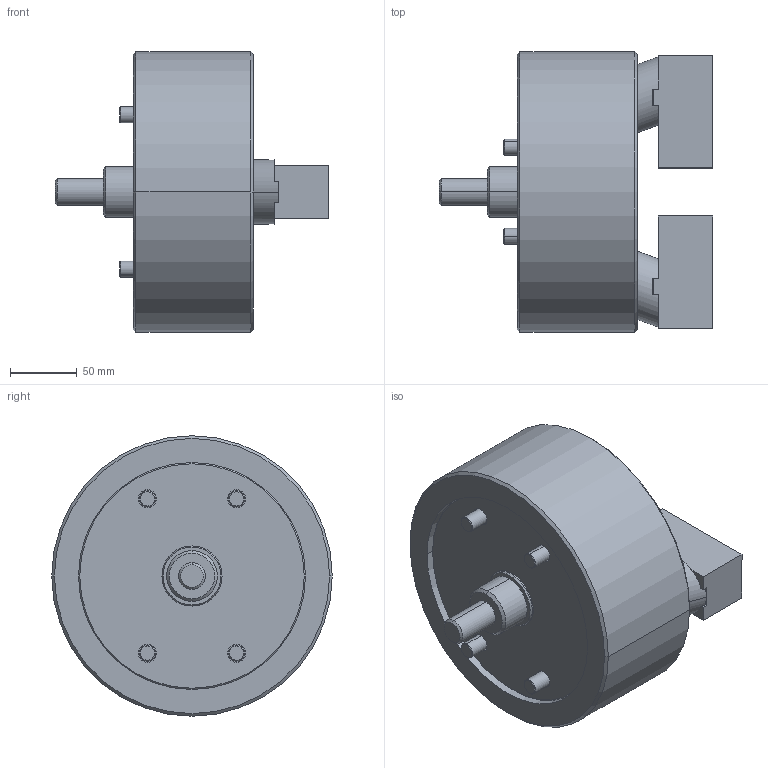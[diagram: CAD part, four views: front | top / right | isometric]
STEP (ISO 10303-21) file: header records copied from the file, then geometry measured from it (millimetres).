
FILE_DESCRIPTION (( 'STEP AP203' ), '1' );
FILE_NAME ('2D-08 外觀參考.STEP', '2016-03-03T09:02:26', ( 'temp' ), ( '' ), 'SwSTEP 2.0', 'SolidWorks 2015', '' );
FILE_SCHEMA (( 'CONFIG_CONTROL_DESIGN' ));
Length unit declared in the file: millimetre
Products named in the file (11): 3D-08-防塵蓋; 2D-08-本體; 2D-08-法蘭蓋; 3D-3P-08連接管螺帽; 3D-3P-08連接管螺栓; 3D-08-生爪; M12x25; 3D-08-中仁; M12x85; 3D-08-主爪-設變2; 2D-08 外觀參考
Assembly tree (18 placements, depth 2):
  2D-08 外觀參考
    2D-08-本體
    3D-08-中仁
    3D-08-主爪-設變2  x2
    3D-08-防塵蓋
    2D-08-法蘭蓋
    3D-3P-08連接管螺帽
    3D-3P-08連接管螺栓
    3D-08-生爪  x2
    M12x25  x4
    M12x85  x4
Bounding box: 205 x 210 x 210 mm (x, y, z)
Volume: 3190477.1 mm3; surface area: 372878.8 mm2
Topology: 18 solids, 18 shells, 477 faces, 1102 edges, 669 vertices
Faces by surface type: plane 227, cylinder 138, cone 106, torus 6
Entity records: 8939 total; most frequent: CARTESIAN_POINT 1413, DIRECTION 1392, ORIENTED_EDGE 1188, EDGE_CURVE 594, AXIS2_PLACEMENT_3D 546, VERTEX_POINT 373, EDGE_LOOP 321, VECTOR 300
